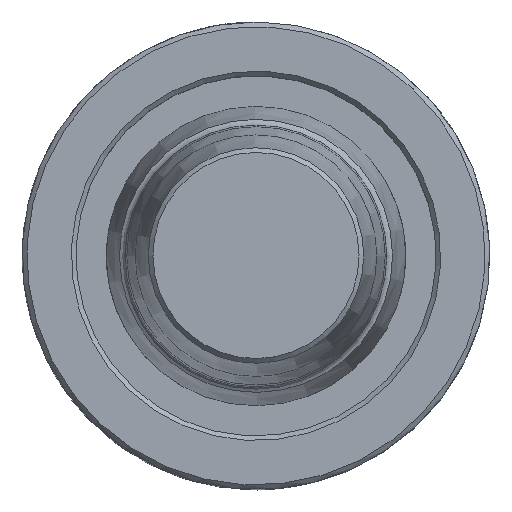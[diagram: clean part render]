
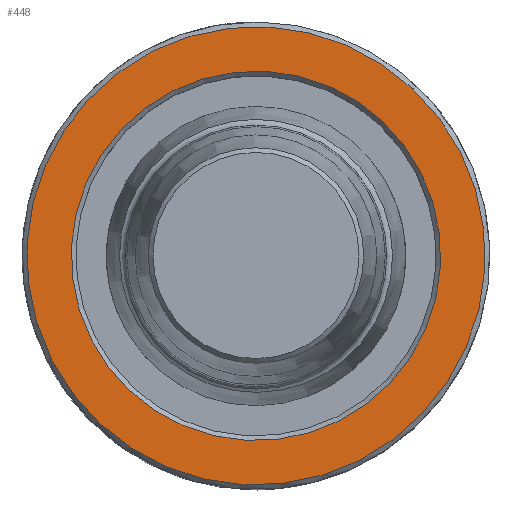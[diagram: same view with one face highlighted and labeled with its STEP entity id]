
A CAD part, top view. The second image highlights one B-rep face of the part: STEP entity #448.
In plain terms, the highlighted planar face has unit normal (0, 0, 1).
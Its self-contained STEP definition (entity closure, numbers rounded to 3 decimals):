
#71=PLANE('',#1701);
#448=ADVANCED_FACE('',(#575,#576),#71,.F.);
#575=FACE_BOUND('',#663,.T.);
#576=FACE_BOUND('',#664,.T.);
#663=EDGE_LOOP('',(#967));
#664=EDGE_LOOP('',(#968));
#967=ORIENTED_EDGE('',*,*,#1368,.F.);
#968=ORIENTED_EDGE('',*,*,#1370,.T.);
#1202=VERTEX_POINT('',#2354);
#1204=VERTEX_POINT('',#2359);
#1368=EDGE_CURVE('',#1202,#1202,#1545,.T.);
#1370=EDGE_CURVE('',#1204,#1204,#1547,.T.);
#1545=CIRCLE('',#1659,19.75);
#1547=CIRCLE('',#1662,24.5);
#1659=AXIS2_PLACEMENT_3D('',#2353,#1895,#1896);
#1662=AXIS2_PLACEMENT_3D('',#2358,#1901,#1902);
#1701=AXIS2_PLACEMENT_3D('',#2907,#1991,#1992);
#1895=DIRECTION('',(0.,0.,1.));
#1896=DIRECTION('',(-0.993,-0.117,0.));
#1901=DIRECTION('',(0.,0.,1.));
#1902=DIRECTION('',(-0.993,-0.117,0.));
#1991=DIRECTION('',(0.,0.,-1.));
#1992=DIRECTION('',(-0.993,-0.117,0.));
#2353=CARTESIAN_POINT('',(0.,0.,0.));
#2354=CARTESIAN_POINT('',(-19.614,-2.317,0.));
#2358=CARTESIAN_POINT('',(0.,0.,0.));
#2359=CARTESIAN_POINT('',(-24.331,-2.875,0.));
#2907=CARTESIAN_POINT('',(2.875,-24.331,0.));
